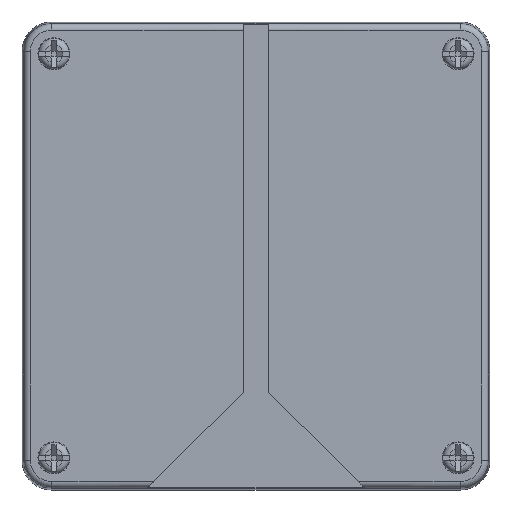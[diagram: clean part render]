
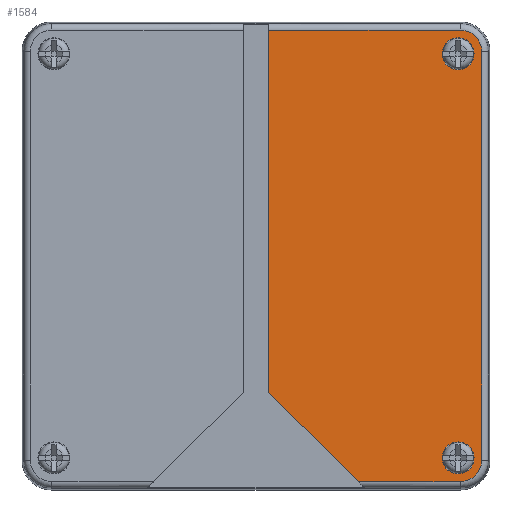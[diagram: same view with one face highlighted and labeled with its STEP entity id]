
A CAD part, top view. The second image highlights one B-rep face of the part: STEP entity #1584.
In plain terms, the highlighted planar face has unit normal (0, 0, 1).
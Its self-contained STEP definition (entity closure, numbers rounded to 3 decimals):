
#1584 = ADVANCED_FACE( '', ( #3521, #3522, #3523 ), #3524, .T. );
#3521 = FACE_OUTER_BOUND( '', #5873, .T. );
#3522 = FACE_BOUND( '', #5874, .T. );
#3523 = FACE_BOUND( '', #5875, .T. );
#3524 = PLANE( '', #5876 );
#5873 = EDGE_LOOP( '', ( #10187, #10188, #10189, #10190, #10191, #10192, #10193 ) );
#5874 = EDGE_LOOP( '', ( #10194 ) );
#5875 = EDGE_LOOP( '', ( #10195 ) );
#5876 = AXIS2_PLACEMENT_3D( '', #10196, #10197, #10198 );
#10187 = ORIENTED_EDGE( '', *, *, #14720, .F. );
#10188 = ORIENTED_EDGE( '', *, *, #14721, .F. );
#10189 = ORIENTED_EDGE( '', *, *, #14722, .T. );
#10190 = ORIENTED_EDGE( '', *, *, #14710, .F. );
#10191 = ORIENTED_EDGE( '', *, *, #14723, .T. );
#10192 = ORIENTED_EDGE( '', *, *, #13895, .T. );
#10193 = ORIENTED_EDGE( '', *, *, #14226, .T. );
#10194 = ORIENTED_EDGE( '', *, *, #14670, .T. );
#10195 = ORIENTED_EDGE( '', *, *, #14231, .T. );
#10196 = CARTESIAN_POINT( '', ( 53.067, 60., 18. ) );
#10197 = DIRECTION( '', ( 0., 0., 1. ) );
#10198 = DIRECTION( '', ( 1., 0., 0. ) );
#13895 = EDGE_CURVE( '', #16844, #16842, #16845, .T. );
#14226 = EDGE_CURVE( '', #16842, #17357, #17359, .T. );
#14231 = EDGE_CURVE( '', #17365, #17365, #17366, .F. );
#14670 = EDGE_CURVE( '', #18000, #18000, #18001, .F. );
#14710 = EDGE_CURVE( '', #18057, #18058, #18059, .T. );
#14720 = EDGE_CURVE( '', #18072, #17357, #18073, .T. );
#14721 = EDGE_CURVE( '', #18074, #18072, #18075, .T. );
#14722 = EDGE_CURVE( '', #18074, #18058, #18076, .T. );
#14723 = EDGE_CURVE( '', #18057, #16844, #18077, .T. );
#16842 = VERTEX_POINT( '', #20902 );
#16844 = VERTEX_POINT( '', #20904 );
#16845 = LINE( '', #20905, #20906 );
#17357 = VERTEX_POINT( '', #21630 );
#17359 = LINE( '', #21633, #21634 );
#17365 = VERTEX_POINT( '', #21641 );
#17366 = CIRCLE( '', #21642, 3.75 );
#18000 = VERTEX_POINT( '', #22539 );
#18001 = CIRCLE( '', #22540, 3.75 );
#18057 = VERTEX_POINT( '', #22621 );
#18058 = VERTEX_POINT( '', #22622 );
#18059 = LINE( '', #22623, #22624 );
#18072 = VERTEX_POINT( '', #22641 );
#18073 = LINE( '', #22642, #22643 );
#18074 = VERTEX_POINT( '', #22644 );
#18075 = LINE( '', #22645, #22646 );
#18076 = CIRCLE( '', #22647, 5.067 );
#18077 = CIRCLE( '', #22648, 5.067 );
#20902 = CARTESIAN_POINT( '', ( 3., 53.067, 18. ) );
#20904 = CARTESIAN_POINT( '', ( 48., 53.067, 18. ) );
#20905 = CARTESIAN_POINT( '', ( 65., 53.067, 18. ) );
#20906 = VECTOR( '', #24875, 1000. );
#21630 = CARTESIAN_POINT( '', ( 3., -32., 18. ) );
#21633 = CARTESIAN_POINT( '', ( 3., 60., 18. ) );
#21634 = VECTOR( '', #25307, 1000. );
#21641 = CARTESIAN_POINT( '', ( 51.25, 47.5, 18. ) );
#21642 = AXIS2_PLACEMENT_3D( '', #25312, #25313, #25314 );
#22539 = CARTESIAN_POINT( '', ( 51.25, -47.5, 18. ) );
#22540 = AXIS2_PLACEMENT_3D( '', #25857, #25858, #25859 );
#22621 = CARTESIAN_POINT( '', ( 53.067, 48., 18. ) );
#22622 = CARTESIAN_POINT( '', ( 53.067, -48., 18. ) );
#22623 = CARTESIAN_POINT( '', ( 53.067, 60., 18. ) );
#22624 = VECTOR( '', #25906, 1000. );
#22641 = CARTESIAN_POINT( '', ( 24.067, -53.067, 18. ) );
#22642 = CARTESIAN_POINT( '', ( 27.749, -56.749, 18. ) );
#22643 = VECTOR( '', #25920, 1000. );
#22644 = CARTESIAN_POINT( '', ( 48., -53.067, 18. ) );
#22645 = CARTESIAN_POINT( '', ( 65., -53.067, 18. ) );
#22646 = VECTOR( '', #25921, 1000. );
#22647 = AXIS2_PLACEMENT_3D( '', #25922, #25923, #25924 );
#22648 = AXIS2_PLACEMENT_3D( '', #25925, #25926, #25927 );
#24875 = DIRECTION( '', ( -1., 0., 0. ) );
#25307 = DIRECTION( '', ( 0., -1., 0. ) );
#25312 = CARTESIAN_POINT( '', ( 47.5, 47.5, 18. ) );
#25313 = DIRECTION( '', ( 0., 0., 1. ) );
#25314 = DIRECTION( '', ( 1., 0., 0. ) );
#25857 = CARTESIAN_POINT( '', ( 47.5, -47.5, 18. ) );
#25858 = DIRECTION( '', ( 0., 0., 1. ) );
#25859 = DIRECTION( '', ( 1., 0., 0. ) );
#25906 = DIRECTION( '', ( 0., -1., 0. ) );
#25920 = DIRECTION( '', ( -0.707, 0.707, 0. ) );
#25921 = DIRECTION( '', ( -1., 0., 0. ) );
#25922 = CARTESIAN_POINT( '', ( 48., -48., 18. ) );
#25923 = DIRECTION( '', ( 0., 0., 1. ) );
#25924 = DIRECTION( '', ( 1., 0., 0. ) );
#25925 = CARTESIAN_POINT( '', ( 48., 48., 18. ) );
#25926 = DIRECTION( '', ( 0., 0., 1. ) );
#25927 = DIRECTION( '', ( 1., 0., 0. ) );
